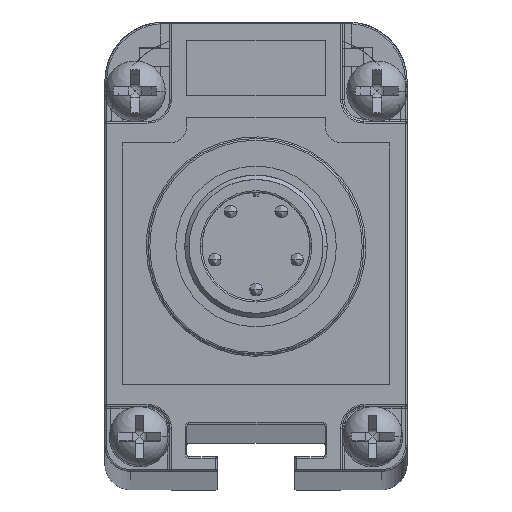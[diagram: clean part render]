
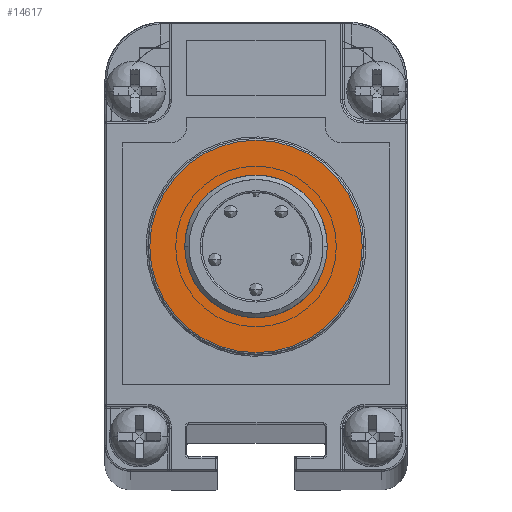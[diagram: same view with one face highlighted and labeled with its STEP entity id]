
A CAD part, top view. The second image highlights one B-rep face of the part: STEP entity #14617.
In plain terms, the highlighted planar face has unit normal (0, 0, 1).
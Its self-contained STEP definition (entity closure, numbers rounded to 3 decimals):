
#5511=CARTESIAN_POINT('',(-21.017,26.,-5.));
#5512=DIRECTION('',(0.,0.,1.));
#5513=DIRECTION('',(-1.,0.,0.));
#5514=AXIS2_PLACEMENT_3D('',#5511,#5512,#5513);
#5516=CARTESIAN_POINT('',(-21.017,26.,-5.));
#5517=DIRECTION('',(0.,0.,1.));
#5518=DIRECTION('',(1.,0.,0.));
#5519=AXIS2_PLACEMENT_3D('',#5516,#5517,#5518);
#5521=CARTESIAN_POINT('',(-21.017,26.,-5.));
#5522=DIRECTION('',(0.,0.,-1.));
#5523=DIRECTION('',(-1.,0.,0.));
#5524=AXIS2_PLACEMENT_3D('',#5521,#5522,#5523);
#5526=CARTESIAN_POINT('',(-21.017,26.,-5.));
#5527=DIRECTION('',(0.,0.,-1.));
#5528=DIRECTION('',(1.,0.,0.));
#5529=AXIS2_PLACEMENT_3D('',#5526,#5527,#5528);
#6096=CARTESIAN_POINT('',(-33.317,26.,-5.));
#6097=CARTESIAN_POINT('',(-8.717,26.,-5.));
#6098=VERTEX_POINT('',#6096);
#6099=VERTEX_POINT('',#6097);
#6795=CARTESIAN_POINT('',(-28.767,26.,-5.));
#6796=VERTEX_POINT('',#6795);
#6797=CARTESIAN_POINT('',(-13.267,26.,-5.));
#6798=VERTEX_POINT('',#6797);
#14601=CARTESIAN_POINT('',(-21.017,26.,-5.));
#14602=DIRECTION('',(0.,0.,1.));
#14603=DIRECTION('',(1.,0.,0.));
#14604=AXIS2_PLACEMENT_3D('',#14601,#14602,#14603);
#14605=PLANE('',#14604);
#14606=ORIENTED_EDGE('',*,*,#14591,.T.);
#14608=ORIENTED_EDGE('',*,*,#14607,.T.);
#14609=EDGE_LOOP('',(#14606,#14608));
#14610=FACE_OUTER_BOUND('',#14609,.F.);
#14612=ORIENTED_EDGE('',*,*,#14611,.T.);
#14614=ORIENTED_EDGE('',*,*,#14613,.T.);
#14615=EDGE_LOOP('',(#14612,#14614));
#14616=FACE_BOUND('',#14615,.F.);
#14617=ADVANCED_FACE('',(#14610,#14616),#14605,.T.);
#5515=CIRCLE('',#5514,7.75);
#5520=CIRCLE('',#5519,7.75);
#5525=CIRCLE('',#5524,12.3);
#5530=CIRCLE('',#5529,12.3);
#14591=EDGE_CURVE('',#6098,#6099,#5525,.T.);
#14607=EDGE_CURVE('',#6099,#6098,#5530,.T.);
#14611=EDGE_CURVE('',#6796,#6798,#5515,.T.);
#14613=EDGE_CURVE('',#6798,#6796,#5520,.T.);
